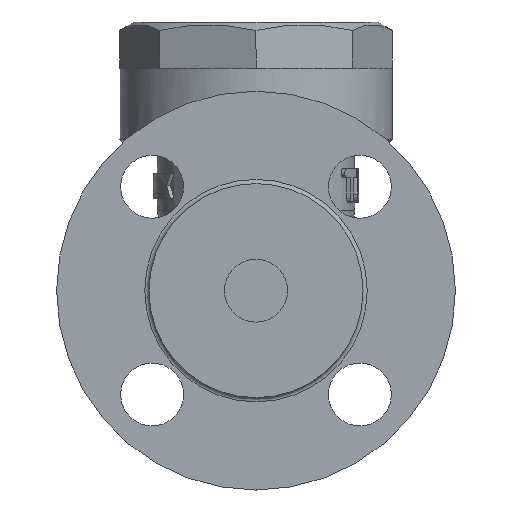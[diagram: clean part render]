
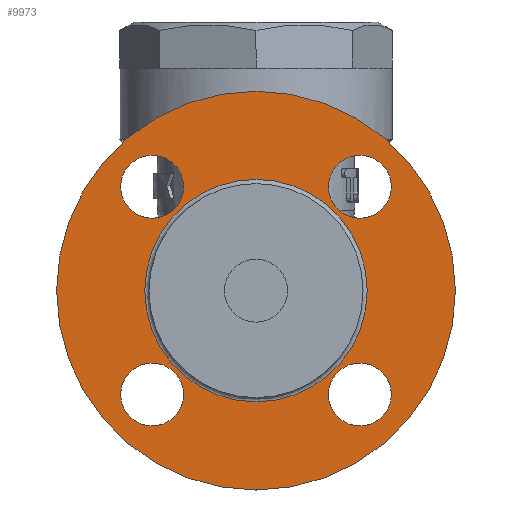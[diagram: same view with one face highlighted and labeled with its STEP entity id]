
A CAD part, left-side view. The second image highlights one B-rep face of the part: STEP entity #9973.
In plain terms, the highlighted planar face has unit normal (-1, 0, 0).
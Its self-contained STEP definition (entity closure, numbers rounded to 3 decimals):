
#9827=CARTESIAN_POINT('',(-86.5,0.,47.5));
#9828=VERTEX_POINT('',#9827);
#9829=CARTESIAN_POINT('',(-86.5,0.0,0.));
#9830=DIRECTION('',(1.0,0.0,0.0));
#9831=DIRECTION('',(0.0,0.0,-1.0));
#9832=AXIS2_PLACEMENT_3D('',#9829,#9830,#9831);
#9833=CIRCLE('',#9832,47.5);
#9834=EDGE_CURVE('',#9828,#9828,#9833,.T.);
#9895=CARTESIAN_POINT('',(-86.5,0.,26.5));
#9896=VERTEX_POINT('',#9895);
#9897=CARTESIAN_POINT('',(-86.5,0.0,0.));
#9898=DIRECTION('',(-1.0,0.0,0.0));
#9899=DIRECTION('',(0.0,0.0,-1.0));
#9900=AXIS2_PLACEMENT_3D('',#9897,#9898,#9899);
#9901=CIRCLE('',#9900,26.5);
#9902=EDGE_CURVE('',#9896,#9896,#9901,.T.);
#9918=CARTESIAN_POINT('',(-86.5,0.0,0.));
#9919=DIRECTION('',(1.0,0.0,0.0));
#9920=DIRECTION('',(0.0,0.0,-1.0));
#9921=AXIS2_PLACEMENT_3D('',#9918,#9919,#9920);
#9922=PLANE('',#9921);
#9923=ORIENTED_EDGE('',*,*,#9834,.F.);
#9924=EDGE_LOOP('',(#9923));
#9925=FACE_OUTER_BOUND('',#9924,.T.);
#9926=CARTESIAN_POINT('',(-86.5,-24.749,32.249));
#9927=VERTEX_POINT('',#9926);
#9928=CARTESIAN_POINT('',(-86.5,-24.749,24.749));
#9929=DIRECTION('',(1.0,0.0,0.0));
#9930=DIRECTION('',(0.0,0.0,1.0));
#9931=AXIS2_PLACEMENT_3D('',#9928,#9929,#9930);
#9932=CIRCLE('',#9931,7.5);
#9933=EDGE_CURVE('',#9927,#9927,#9932,.T.);
#9934=ORIENTED_EDGE('',*,*,#9933,.T.);
#9935=EDGE_LOOP('',(#9934));
#9936=FACE_BOUND('',#9935,.T.);
#9937=CARTESIAN_POINT('',(-86.5,-32.249,-24.749));
#9938=VERTEX_POINT('',#9937);
#9939=CARTESIAN_POINT('',(-86.5,-24.749,-24.749));
#9940=DIRECTION('',(1.0,0.0,0.0));
#9941=DIRECTION('',(0.0,-1.0,0.0));
#9942=AXIS2_PLACEMENT_3D('',#9939,#9940,#9941);
#9943=CIRCLE('',#9942,7.5);
#9944=EDGE_CURVE('',#9938,#9938,#9943,.T.);
#9945=ORIENTED_EDGE('',*,*,#9944,.T.);
#9946=EDGE_LOOP('',(#9945));
#9947=FACE_BOUND('',#9946,.T.);
#9948=CARTESIAN_POINT('',(-86.5,24.749,-32.249));
#9949=VERTEX_POINT('',#9948);
#9950=CARTESIAN_POINT('',(-86.5,24.749,-24.749));
#9951=DIRECTION('',(1.0,0.0,0.0));
#9952=DIRECTION('',(0.0,0.0,-1.0));
#9953=AXIS2_PLACEMENT_3D('',#9950,#9951,#9952);
#9954=CIRCLE('',#9953,7.5);
#9955=EDGE_CURVE('',#9949,#9949,#9954,.T.);
#9956=ORIENTED_EDGE('',*,*,#9955,.T.);
#9957=EDGE_LOOP('',(#9956));
#9958=FACE_BOUND('',#9957,.T.);
#9959=CARTESIAN_POINT('',(-86.5,32.249,24.749));
#9960=VERTEX_POINT('',#9959);
#9961=CARTESIAN_POINT('',(-86.5,24.749,24.749));
#9962=DIRECTION('',(1.0,0.0,0.0));
#9963=DIRECTION('',(0.0,1.0,0.0));
#9964=AXIS2_PLACEMENT_3D('',#9961,#9962,#9963);
#9965=CIRCLE('',#9964,7.5);
#9966=EDGE_CURVE('',#9960,#9960,#9965,.T.);
#9967=ORIENTED_EDGE('',*,*,#9966,.T.);
#9968=EDGE_LOOP('',(#9967));
#9969=FACE_BOUND('',#9968,.T.);
#9970=ORIENTED_EDGE('',*,*,#9902,.F.);
#9971=EDGE_LOOP('',(#9970));
#9972=FACE_BOUND('',#9971,.T.);
#9973=ADVANCED_FACE('',(#9925,#9936,#9947,#9958,#9969,#9972),#9922,.F.);
